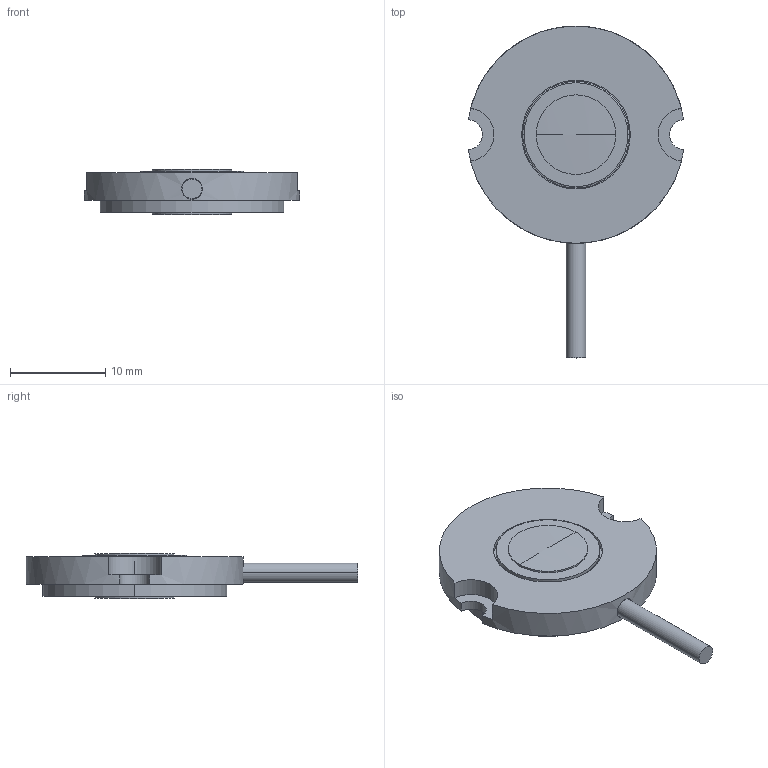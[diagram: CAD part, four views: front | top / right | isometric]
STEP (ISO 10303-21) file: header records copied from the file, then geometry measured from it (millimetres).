
FILE_DESCRIPTION((''),'2;1');
FILE_NAME('QLA307.stp','2008-11-17T07:47:28',(''),(''),'Mechanical Desktop 2008','Mechanical Desktop 2008',', , ');
FILE_SCHEMA(('CONFIG_CONTROL_DESIGN'));
Length unit declared in the file: inch
Products named in the file (4): FO1230; PART1; COVER; CABLE
Assembly tree (3 placements, depth 2):
  FO1230
    PART1
    COVER
    CABLE
Bounding box: 22.64 x 34.92 x 4.83 mm (x, y, z)
Volume: 1133.2 mm3; surface area: 1976.3 mm2
Topology: 3 solids, 3 shells, 54 faces, 121 edges, 77 vertices
Faces by surface type: cylinder 32, plane 14, sphere 4, bspline 4
Entity records: 1846 total; most frequent: CARTESIAN_POINT 462, DIRECTION 298, ORIENTED_EDGE 234, AXIS2_PLACEMENT_3D 132, EDGE_CURVE 117, CIRCLE 78, VERTEX_POINT 77, EDGE_LOOP 66
